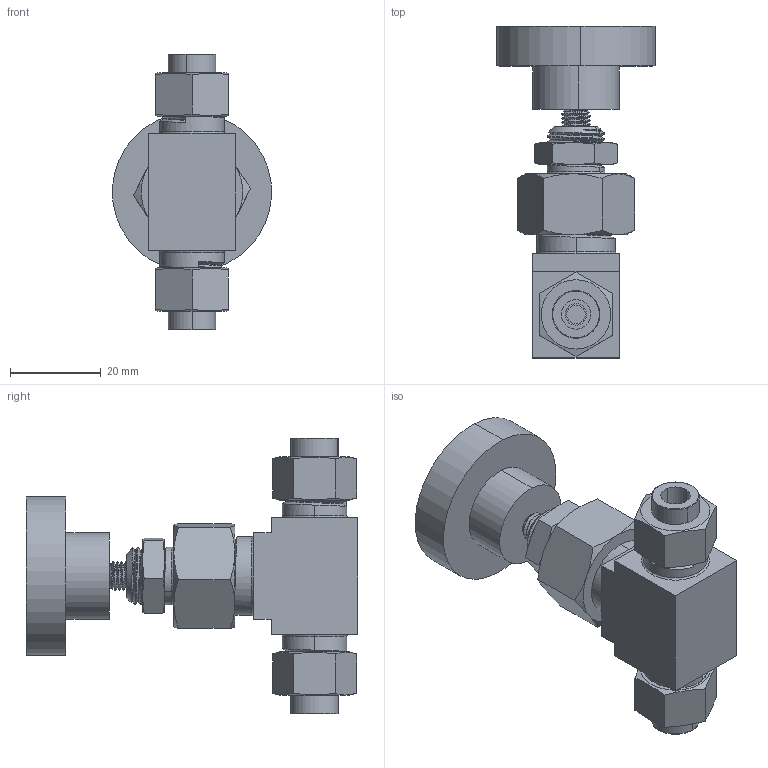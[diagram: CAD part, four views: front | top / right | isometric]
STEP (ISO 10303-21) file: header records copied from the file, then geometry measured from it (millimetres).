
FILE_DESCRIPTION (( 'STEP AP214' ), '1' );
FILE_NAME ('8-04SGU-04.STEP', '2018-01-19T21:45:22', ( '' ), ( '' ), 'SwSTEP 2.0', 'SolidWorks 2018', '' );
FILE_SCHEMA (( 'AUTOMOTIVE_DESIGN' ));
Length unit declared in the file: inch
Products named in the file (1): 8-04SGU-04
Bounding box: 34.99 x 73 x 60.71 mm (x, y, z)
Volume: 35690.6 mm3; surface area: 12067.4 mm2
Topology: 2 solids, 2 shells, 220 faces, 528 edges, 331 vertices
Faces by surface type: plane 65, cylinder 60, cone 48, bspline 33, torus 14
Entity records: 21399 total; most frequent: CARTESIAN_POINT 15184, ORIENTED_EDGE 1052, DIRECTION 796, EDGE_CURVE 526, AXIS2_PLACEMENT_3D 332, VERTEX_POINT 331, EDGE_LOOP 243, FACE_OUTER_BOUND 220
